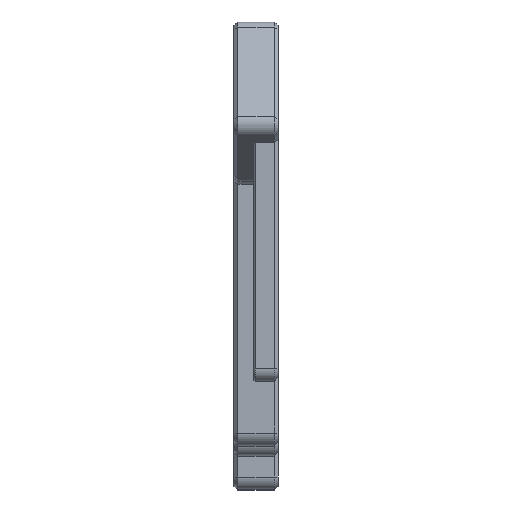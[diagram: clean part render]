
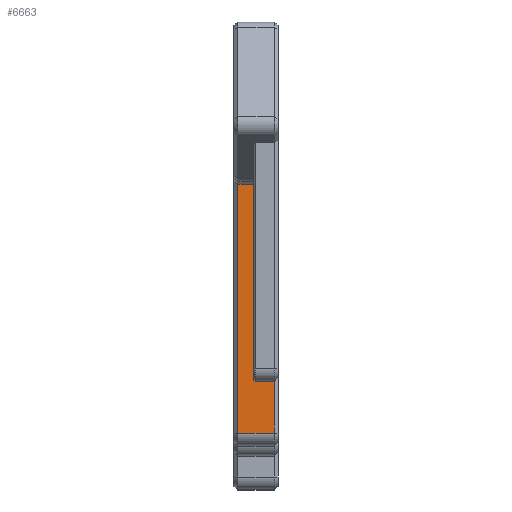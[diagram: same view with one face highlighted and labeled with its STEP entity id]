
A CAD part, left-side view. The second image highlights one B-rep face of the part: STEP entity #6663.
In plain terms, the highlighted face is planar.
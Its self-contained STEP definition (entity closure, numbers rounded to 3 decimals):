
#341=PLANE('',#7324);
#693=FACE_OUTER_BOUND('',#1100,.T.);
#1100=EDGE_LOOP('',(#6153,#6154,#6155,#6156,#6157,#6158,#6159,#6160,#6161,
#6162));
#1456=LINE('',#10399,#2095);
#1473=LINE('',#10438,#2112);
#1479=LINE('',#10467,#2118);
#1481=LINE('',#10470,#2120);
#1486=LINE('',#10486,#2125);
#1612=LINE('',#10876,#2251);
#1722=LINE('',#11340,#2361);
#1739=LINE('',#11396,#2378);
#1740=LINE('',#11398,#2379);
#1741=LINE('',#11399,#2380);
#2095=VECTOR('',#8455,10.);
#2112=VECTOR('',#8488,10.);
#2118=VECTOR('',#8504,10.);
#2120=VECTOR('',#8508,10.);
#2125=VECTOR('',#8523,10.);
#2251=VECTOR('',#8849,10.);
#2361=VECTOR('',#9173,10.);
#2378=VECTOR('',#9246,10.);
#2379=VECTOR('',#9249,10.);
#2380=VECTOR('',#9250,10.);
#3063=VERTEX_POINT('',#10397);
#3064=VERTEX_POINT('',#10398);
#3078=VERTEX_POINT('',#10436);
#3085=VERTEX_POINT('',#10464);
#3086=VERTEX_POINT('',#10466);
#3092=VERTEX_POINT('',#10484);
#3211=VERTEX_POINT('',#10874);
#3212=VERTEX_POINT('',#10875);
#3287=VERTEX_POINT('',#11288);
#3291=VERTEX_POINT('',#11327);
#3849=EDGE_CURVE('',#3063,#3064,#1456,.T.);
#3869=EDGE_CURVE('',#3078,#3063,#1473,.T.);
#3878=EDGE_CURVE('',#3086,#3085,#1479,.F.);
#3880=EDGE_CURVE('',#3064,#3085,#1481,.T.);
#3888=EDGE_CURVE('',#3092,#3078,#1486,.T.);
#4061=EDGE_CURVE('',#3211,#3212,#1612,.T.);
#4230=EDGE_CURVE('',#3291,#3287,#1722,.T.);
#4251=EDGE_CURVE('',#3086,#3287,#1739,.T.);
#4252=EDGE_CURVE('',#3291,#3212,#1740,.T.);
#4253=EDGE_CURVE('',#3092,#3211,#1741,.T.);
#6153=ORIENTED_EDGE('',*,*,#4061,.T.);
#6154=ORIENTED_EDGE('',*,*,#4252,.F.);
#6155=ORIENTED_EDGE('',*,*,#4230,.T.);
#6156=ORIENTED_EDGE('',*,*,#4251,.F.);
#6157=ORIENTED_EDGE('',*,*,#3878,.T.);
#6158=ORIENTED_EDGE('',*,*,#3880,.F.);
#6159=ORIENTED_EDGE('',*,*,#3849,.F.);
#6160=ORIENTED_EDGE('',*,*,#3869,.F.);
#6161=ORIENTED_EDGE('',*,*,#3888,.F.);
#6162=ORIENTED_EDGE('',*,*,#4253,.T.);
#6663=ADVANCED_FACE('',(#693),#341,.F.);
#7324=AXIS2_PLACEMENT_3D('',#11397,#9247,#9248);
#8455=DIRECTION('',(-0.002,0.707,0.707));
#8488=DIRECTION('',(0.,-1.,0.));
#8504=DIRECTION('',(-0.002,-0.707,0.707));
#8508=DIRECTION('',(-0.002,0.,1.));
#8523=DIRECTION('',(-0.002,0.,1.));
#8849=DIRECTION('',(-0.002,0.,1.));
#9173=DIRECTION('',(0.002,0.,-1.));
#9246=DIRECTION('',(0.,-1.,0.));
#9247=DIRECTION('center_axis',(-1.,0.,-0.002));
#9248=DIRECTION('ref_axis',(-0.002,0.,1.));
#9249=DIRECTION('',(0.,1.,0.));
#9250=DIRECTION('',(0.,1.,0.));
#10397=CARTESIAN_POINT('',(91.063,4.7,42.812));
#10398=CARTESIAN_POINT('',(91.062,5.,43.112));
#10399=CARTESIAN_POINT('',(91.091,-8.275,29.838));
#10436=CARTESIAN_POINT('',(91.063,5.,42.812));
#10438=CARTESIAN_POINT('',(91.063,0.,42.812));
#10464=CARTESIAN_POINT('',(91.059,5.,44.442));
#10466=CARTESIAN_POINT('',(91.058,4.7,44.742));
#10467=CARTESIAN_POINT('',(91.083,15.965,33.477));
#10470=CARTESIAN_POINT('',(91.144,5.,5.05));
#10484=CARTESIAN_POINT('',(91.165,5.,-4.669));
#10486=CARTESIAN_POINT('',(91.144,5.,5.05));
#10874=CARTESIAN_POINT('',(91.165,9.,-4.669));
#10875=CARTESIAN_POINT('',(91.03,9.,57.657));
#10876=CARTESIAN_POINT('',(91.146,9.,4.372));
#11288=CARTESIAN_POINT('',(91.058,-0.1,44.742));
#11327=CARTESIAN_POINT('',(91.03,-0.1,57.657));
#11340=CARTESIAN_POINT('',(91.146,-0.1,4.372));
#11396=CARTESIAN_POINT('',(91.058,0.,44.742));
#11397=CARTESIAN_POINT('Origin',(91.165,0.,-4.669));
#11398=CARTESIAN_POINT('',(91.03,0.,57.657));
#11399=CARTESIAN_POINT('',(91.165,0.,-4.669));
